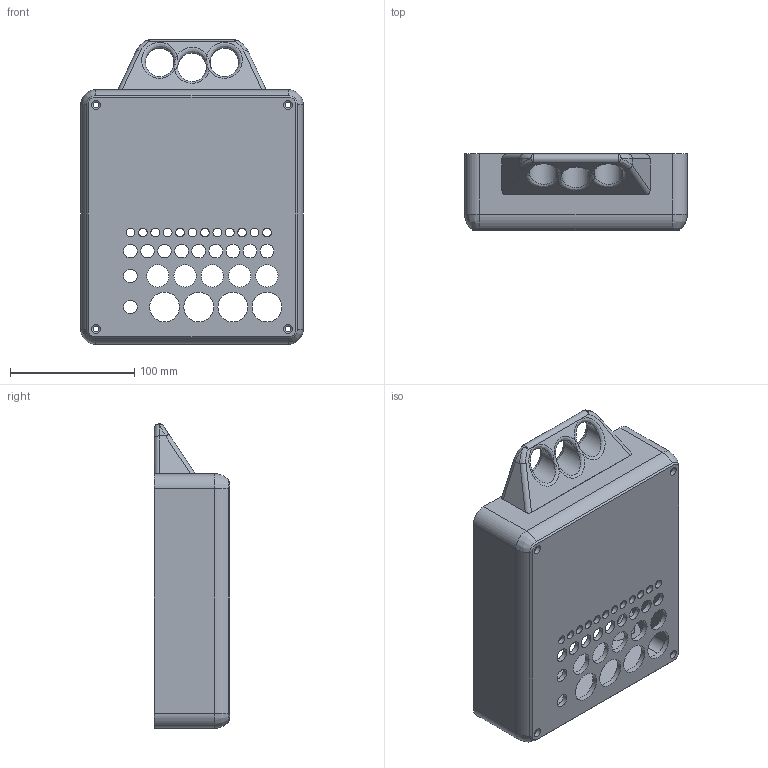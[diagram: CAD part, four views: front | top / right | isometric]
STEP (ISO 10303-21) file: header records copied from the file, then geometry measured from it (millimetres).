
FILE_DESCRIPTION(/* description */ (''),/* implementation_level */ '2;1');
FILE_NAME(/* name */ 'Fumes Desk Filter CA2 - back baffle.step',/* time_stamp */ '2025-04-28T05:44:59-06:00',/* author */ (''),/* organization */ (''),/* preprocessor_version */ 'ST-DEVELOPER v20.1',/* originating_system */ 'Autodesk Translation Framework v14.4.0.0',/* authorisation */ '');
FILE_SCHEMA (('AUTOMOTIVE_DESIGN { 1 0 10303 214 3 1 1 }'));
Length unit declared in the file: millimetre
Products named in the file (1): Back Baffle
Bounding box: 179.22 x 61 x 245.29 mm (x, y, z)
Volume: 344193.2 mm3; surface area: 160530.4 mm2
Topology: 1 solids, 1 shells, 137 faces, 382 edges, 234 vertices
Faces by surface type: cylinder 71, plane 34, bspline 17, cone 8, torus 5, sphere 2
Full cylindrical faces by diameter (mm): 4.5 x4, 7 x16, 11 x11, 18 x5, 23 x3, 24 x4
Entity records: 5673 total; most frequent: CARTESIAN_POINT 1933, DIRECTION 798, ORIENTED_EDGE 748, EDGE_CURVE 374, AXIS2_PLACEMENT_3D 319, VERTEX_POINT 234, EDGE_LOOP 218, CIRCLE 167
